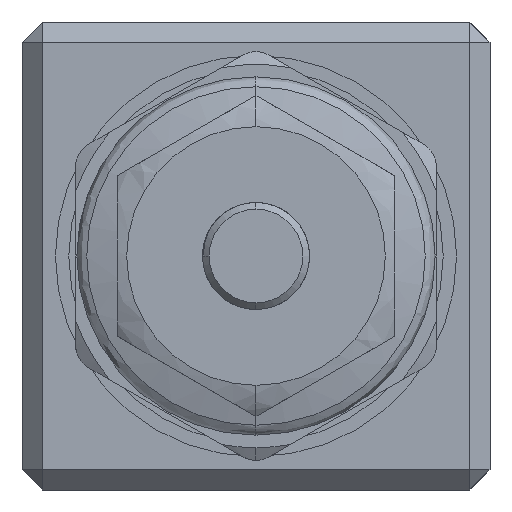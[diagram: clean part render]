
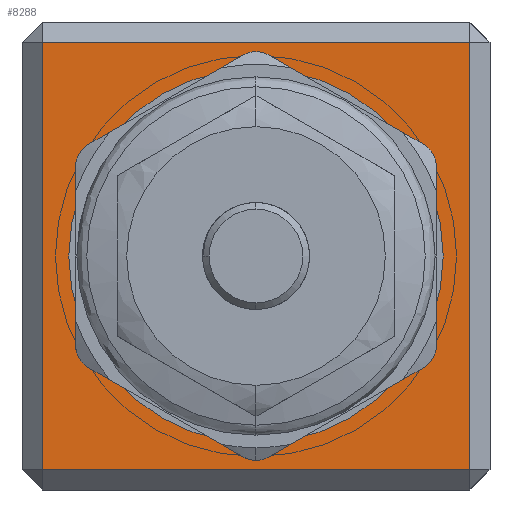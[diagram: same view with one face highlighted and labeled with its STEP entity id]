
A CAD part, left-side view. The second image highlights one B-rep face of the part: STEP entity #8288.
In plain terms, the highlighted planar face has unit normal (-1, 0, 0).
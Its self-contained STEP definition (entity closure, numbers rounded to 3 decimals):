
#51 = CARTESIAN_POINT ( 'NONE',  ( -69.129, 0., -14. ) ) ;
#55 = EDGE_CURVE ( 'NONE', #294, #5896, #4099, .T. ) ;
#294 = VERTEX_POINT ( 'NONE', #8216 ) ;
#311 = LINE ( 'NONE', #2047, #3789 ) ;
#412 = DIRECTION ( 'NONE',  ( 0., 0., 1. ) ) ;
#421 = CARTESIAN_POINT ( 'NONE',  ( -69.129, 0., 14. ) ) ;
#517 = CARTESIAN_POINT ( 'NONE',  ( -69.129, 0., 0. ) ) ;
#712 = VERTEX_POINT ( 'NONE', #421 ) ;
#758 = ORIENTED_EDGE ( 'NONE', *, *, #1874, .T. ) ;
#1222 = DIRECTION ( 'NONE',  ( 0., 0., -1. ) ) ;
#1604 = FACE_BOUND ( 'NONE', #8828, .T. ) ;
#1629 = CARTESIAN_POINT ( 'NONE',  ( -69.129, 17.5, 16. ) ) ;
#1703 = CARTESIAN_POINT ( 'NONE',  ( -69.129, -16., -16. ) ) ;
#1776 = ORIENTED_EDGE ( 'NONE', *, *, #55, .T. ) ;
#1832 = EDGE_CURVE ( 'NONE', #3887, #294, #6738, .T. ) ;
#1874 = EDGE_CURVE ( 'NONE', #4552, #712, #4423, .T. ) ;
#1911 = CARTESIAN_POINT ( 'NONE',  ( -69.129, 16., 16. ) ) ;
#1975 = CARTESIAN_POINT ( 'NONE',  ( -69.129, -17.5, -16. ) ) ;
#2047 = CARTESIAN_POINT ( 'NONE',  ( -69.129, 16., 17.5 ) ) ;
#2190 = CIRCLE ( 'NONE', #3750, 14. ) ;
#2325 = DIRECTION ( 'NONE',  ( 0., 0., 1. ) ) ;
#2468 = EDGE_CURVE ( 'NONE', #712, #4552, #2190, .T. ) ;
#2658 = CARTESIAN_POINT ( 'NONE',  ( -69.129, 0., 0. ) ) ;
#3239 = FACE_OUTER_BOUND ( 'NONE', #6623, .T. ) ;
#3341 = DIRECTION ( 'NONE',  ( 0., 0., -1. ) ) ;
#3666 = VECTOR ( 'NONE', #6873, 1000. ) ;
#3713 = CARTESIAN_POINT ( 'NONE',  ( -69.129, -16., 17.5 ) ) ;
#3750 = AXIS2_PLACEMENT_3D ( 'NONE', #2658, #7581, #3341 ) ;
#3789 = VECTOR ( 'NONE', #6950, 1000. ) ;
#3887 = VERTEX_POINT ( 'NONE', #1703 ) ;
#4099 = LINE ( 'NONE', #1629, #5514 ) ;
#4423 = CIRCLE ( 'NONE', #7962, 14. ) ;
#4426 = ORIENTED_EDGE ( 'NONE', *, *, #1832, .T. ) ;
#4552 = VERTEX_POINT ( 'NONE', #51 ) ;
#4591 = DIRECTION ( 'NONE',  ( -1., 0., 0. ) ) ;
#4643 = VECTOR ( 'NONE', #2325, 1000. ) ;
#4675 = VERTEX_POINT ( 'NONE', #7194 ) ;
#5238 = ORIENTED_EDGE ( 'NONE', *, *, #5965, .T. ) ;
#5297 = LINE ( 'NONE', #1975, #3666 ) ;
#5396 = DIRECTION ( 'NONE',  ( 1., 0., 0. ) ) ;
#5514 = VECTOR ( 'NONE', #7718, 1000. ) ;
#5896 = VERTEX_POINT ( 'NONE', #1911 ) ;
#5965 = EDGE_CURVE ( 'NONE', #5896, #4675, #311, .T. ) ;
#5988 = ORIENTED_EDGE ( 'NONE', *, *, #7937, .T. ) ;
#6623 = EDGE_LOOP ( 'NONE', ( #5988, #4426, #1776, #5238 ) ) ;
#6700 = AXIS2_PLACEMENT_3D ( 'NONE', #8817, #4591, #412 ) ;
#6738 = LINE ( 'NONE', #3713, #4643 ) ;
#6873 = DIRECTION ( 'NONE',  ( 0., -1., 0. ) ) ;
#6950 = DIRECTION ( 'NONE',  ( 0., 0., -1. ) ) ;
#7194 = CARTESIAN_POINT ( 'NONE',  ( -69.129, 16., -16. ) ) ;
#7581 = DIRECTION ( 'NONE',  ( 1., 0., 0. ) ) ;
#7632 = ORIENTED_EDGE ( 'NONE', *, *, #2468, .T. ) ;
#7718 = DIRECTION ( 'NONE',  ( 0., 1., 0. ) ) ;
#7937 = EDGE_CURVE ( 'NONE', #4675, #3887, #5297, .T. ) ;
#7962 = AXIS2_PLACEMENT_3D ( 'NONE', #517, #5396, #1222 ) ;
#8118 = PLANE ( 'NONE',  #6700 ) ;
#8216 = CARTESIAN_POINT ( 'NONE',  ( -69.129, -16., 16. ) ) ;
#8288 = ADVANCED_FACE ( 'NONE', ( #3239, #1604 ), #8118, .T. ) ;
#8817 = CARTESIAN_POINT ( 'NONE',  ( -69.129, -17.5, 17.5 ) ) ;
#8828 = EDGE_LOOP ( 'NONE', ( #758, #7632 ) ) ;
